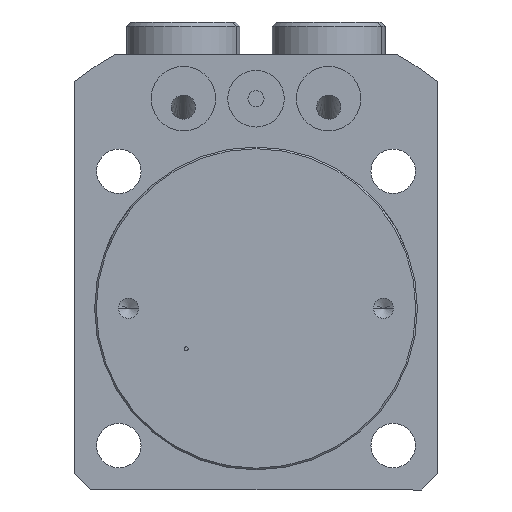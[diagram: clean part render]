
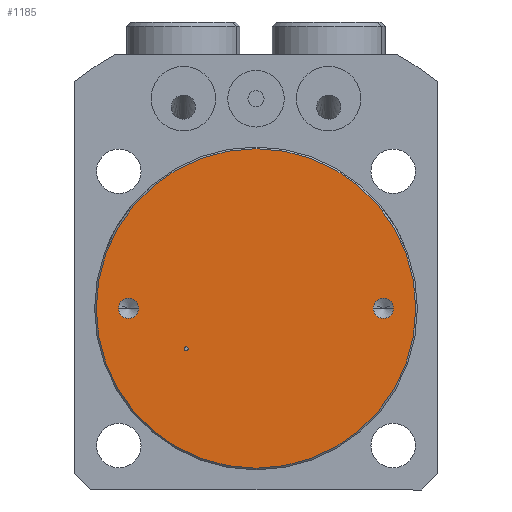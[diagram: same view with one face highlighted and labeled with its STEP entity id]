
A CAD part, front view. The second image highlights one B-rep face of the part: STEP entity #1185.
In plain terms, the highlighted planar face has unit normal (0, -1, 0).
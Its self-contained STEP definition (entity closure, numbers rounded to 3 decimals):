
#70 = CARTESIAN_POINT ( 'NONE',  ( 0., -5., -15.8 ) ) ;
#167 = CARTESIAN_POINT ( 'NONE',  ( 0., -5., 15.8 ) ) ;
#524 = FACE_BOUND ( 'NONE', #2081, .T. ) ;
#809 = ORIENTED_EDGE ( 'NONE', *, *, #3376, .F. ) ;
#819 = DIRECTION ( 'NONE',  ( 0., 0., -1. ) ) ;
#848 = ORIENTED_EDGE ( 'NONE', *, *, #3531, .F. ) ;
#892 = AXIS2_PLACEMENT_3D ( 'NONE', #70, #5286, #819 ) ;
#910 = DIRECTION ( 'NONE',  ( 0., 0., -1. ) ) ;
#952 = EDGE_CURVE ( 'NONE', #4713, #3246, #8386, .T. ) ;
#1185 = ADVANCED_FACE ( 'NONE', ( #7896, #6375, #524, #2509 ), #1548, .T. ) ;
#1194 = DIRECTION ( 'NONE',  ( 0., 0., -1. ) ) ;
#1405 = AXIS2_PLACEMENT_3D ( 'NONE', #167, #5385, #910 ) ;
#1465 = DIRECTION ( 'NONE',  ( 0., -1., 0. ) ) ;
#1502 = DIRECTION ( 'NONE',  ( 0., -1., 0. ) ) ;
#1517 = DIRECTION ( 'NONE',  ( 0., 0., -1. ) ) ;
#1526 = DIRECTION ( 'NONE',  ( 0., -1., 0. ) ) ;
#1548 = PLANE ( 'NONE',  #8208 ) ;
#1558 = CARTESIAN_POINT ( 'NONE',  ( 15., -5., 0. ) ) ;
#1562 = DIRECTION ( 'NONE',  ( 0., -1., 0. ) ) ;
#1587 = EDGE_LOOP ( 'NONE', ( #5917, #9141 ) ) ;
#1615 = VERTEX_POINT ( 'NONE', #2468 ) ;
#1668 = DIRECTION ( 'NONE',  ( 0., -1., 0. ) ) ;
#1905 = DIRECTION ( 'NONE',  ( 0., -1., 0. ) ) ;
#2081 = EDGE_LOOP ( 'NONE', ( #3337, #8807 ) ) ;
#2234 = AXIS2_PLACEMENT_3D ( 'NONE', #5903, #1465, #6567 ) ;
#2306 = EDGE_LOOP ( 'NONE', ( #809, #8844 ) ) ;
#2468 = CARTESIAN_POINT ( 'NONE',  ( 0., -5., 14.55 ) ) ;
#2509 = FACE_OUTER_BOUND ( 'NONE', #1587, .T. ) ;
#2568 = AXIS2_PLACEMENT_3D ( 'NONE', #6274, #1905, #6935 ) ;
#2794 = DIRECTION ( 'NONE',  ( 0., 0., -1. ) ) ;
#2816 = DIRECTION ( 'NONE',  ( 0., -1., 0. ) ) ;
#2817 = CARTESIAN_POINT ( 'NONE',  ( 5., -5., -8.66 ) ) ;
#2983 = ORIENTED_EDGE ( 'NONE', *, *, #3340, .F. ) ;
#3114 = VERTEX_POINT ( 'NONE', #5103 ) ;
#3209 = AXIS2_PLACEMENT_3D ( 'NONE', #5931, #1502, #6587 ) ;
#3246 = VERTEX_POINT ( 'NONE', #5901 ) ;
#3337 = ORIENTED_EDGE ( 'NONE', *, *, #952, .F. ) ;
#3340 = EDGE_CURVE ( 'NONE', #3114, #1615, #7022, .T. ) ;
#3376 = EDGE_CURVE ( 'NONE', #4048, #3914, #5006, .T. ) ;
#3531 = EDGE_CURVE ( 'NONE', #1615, #3114, #7861, .T. ) ;
#3706 = EDGE_CURVE ( 'NONE', #6852, #4795, #8781, .T. ) ;
#3914 = VERTEX_POINT ( 'NONE', #9116 ) ;
#4048 = VERTEX_POINT ( 'NONE', #4479 ) ;
#4049 = AXIS2_PLACEMENT_3D ( 'NONE', #5984, #1562, #6649 ) ;
#4075 = CARTESIAN_POINT ( 'NONE',  ( 0., -5., -19.8 ) ) ;
#4139 = CIRCLE ( 'NONE', #4049, 0.25 ) ;
#4479 = CARTESIAN_POINT ( 'NONE',  ( 0., -5., -17.05 ) ) ;
#4713 = VERTEX_POINT ( 'NONE', #8099 ) ;
#4739 = AXIS2_PLACEMENT_3D ( 'NONE', #2817, #2816, #2794 ) ;
#4795 = VERTEX_POINT ( 'NONE', #5499 ) ;
#5006 = CIRCLE ( 'NONE', #892, 1.25 ) ;
#5103 = CARTESIAN_POINT ( 'NONE',  ( 0., -5., 17.05 ) ) ;
#5286 = DIRECTION ( 'NONE',  ( 0., -1., 0. ) ) ;
#5385 = DIRECTION ( 'NONE',  ( 0., -1., 0. ) ) ;
#5499 = CARTESIAN_POINT ( 'NONE',  ( 0., -5., 19.8 ) ) ;
#5901 = CARTESIAN_POINT ( 'NONE',  ( 5., -5., -8.41 ) ) ;
#5903 = CARTESIAN_POINT ( 'NONE',  ( 0., -5., -15.8 ) ) ;
#5917 = ORIENTED_EDGE ( 'NONE', *, *, #7285, .T. ) ;
#5931 = CARTESIAN_POINT ( 'NONE',  ( 0., -5., 0. ) ) ;
#5984 = CARTESIAN_POINT ( 'NONE',  ( 5., -5., -8.66 ) ) ;
#6274 = CARTESIAN_POINT ( 'NONE',  ( 0., -5., 15.8 ) ) ;
#6375 = FACE_BOUND ( 'NONE', #2306, .T. ) ;
#6559 = EDGE_CURVE ( 'NONE', #3246, #4713, #4139, .T. ) ;
#6567 = DIRECTION ( 'NONE',  ( 0., 0., -1. ) ) ;
#6587 = DIRECTION ( 'NONE',  ( 0., 0., -1. ) ) ;
#6649 = DIRECTION ( 'NONE',  ( 0., 0., -1. ) ) ;
#6852 = VERTEX_POINT ( 'NONE', #4075 ) ;
#6935 = DIRECTION ( 'NONE',  ( 0., 0., -1. ) ) ;
#7022 = CIRCLE ( 'NONE', #1405, 1.25 ) ;
#7232 = EDGE_CURVE ( 'NONE', #3914, #4048, #7640, .T. ) ;
#7285 = EDGE_CURVE ( 'NONE', #4795, #6852, #9179, .T. ) ;
#7640 = CIRCLE ( 'NONE', #2234, 1.25 ) ;
#7861 = CIRCLE ( 'NONE', #2568, 1.25 ) ;
#7896 = FACE_BOUND ( 'NONE', #9064, .T. ) ;
#8099 = CARTESIAN_POINT ( 'NONE',  ( 5., -5., -8.91 ) ) ;
#8208 = AXIS2_PLACEMENT_3D ( 'NONE', #1558, #1526, #1517 ) ;
#8386 = CIRCLE ( 'NONE', #4739, 0.25 ) ;
#8425 = CARTESIAN_POINT ( 'NONE',  ( 0., -5., 0. ) ) ;
#8781 = CIRCLE ( 'NONE', #9030, 19.8 ) ;
#8807 = ORIENTED_EDGE ( 'NONE', *, *, #6559, .F. ) ;
#8844 = ORIENTED_EDGE ( 'NONE', *, *, #7232, .F. ) ;
#9030 = AXIS2_PLACEMENT_3D ( 'NONE', #8425, #1668, #1194 ) ;
#9064 = EDGE_LOOP ( 'NONE', ( #848, #2983 ) ) ;
#9116 = CARTESIAN_POINT ( 'NONE',  ( 0., -5., -14.55 ) ) ;
#9141 = ORIENTED_EDGE ( 'NONE', *, *, #3706, .T. ) ;
#9179 = CIRCLE ( 'NONE', #3209, 19.8 ) ;
